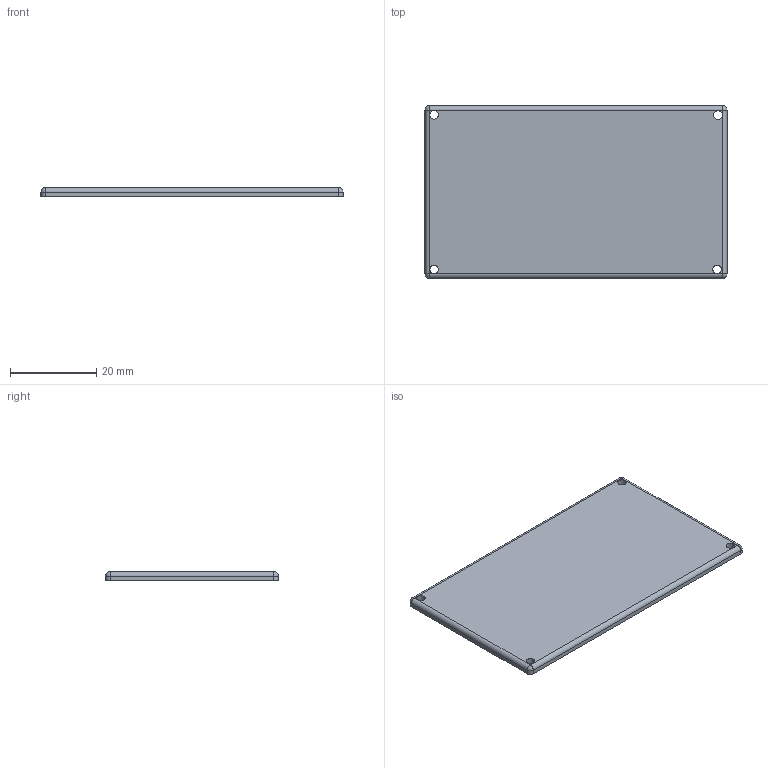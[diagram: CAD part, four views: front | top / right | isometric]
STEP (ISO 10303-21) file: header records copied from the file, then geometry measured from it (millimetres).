
FILE_DESCRIPTION (( 'STEP AP203' ), '1' );
FILE_NAME ('Part1.STEP', '2024-11-08T03:45:45', ( '' ), ( '' ), 'SwSTEP 2.0', 'SolidWorks 2020', '' );
FILE_SCHEMA (( 'CONFIG_CONTROL_DESIGN' ));
Length unit declared in the file: millimetre
Products named in the file (1): Part1
Bounding box: 70 x 40 x 2 mm (x, y, z)
Volume: 5526.6 mm3; surface area: 5965.8 mm2
Topology: 1 solids, 1 shells, 26 faces, 64 edges, 36 vertices
Faces by surface type: cylinder 16, plane 6, sphere 4
Entity records: 833 total; most frequent: DIRECTION 146, CARTESIAN_POINT 123, ORIENTED_EDGE 120, EDGE_CURVE 60, AXIS2_PLACEMENT_3D 59, VERTEX_POINT 36, EDGE_LOOP 34, CIRCLE 32
